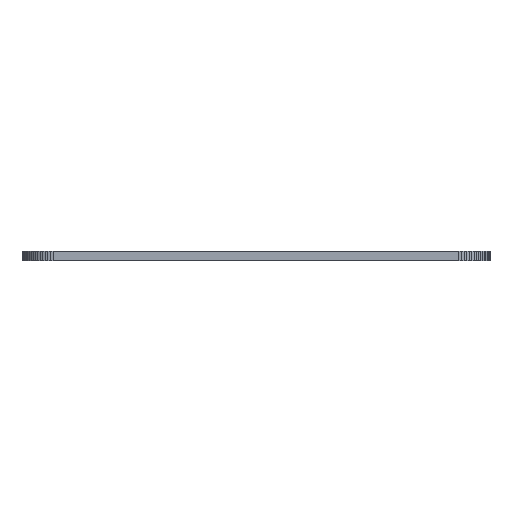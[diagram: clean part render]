
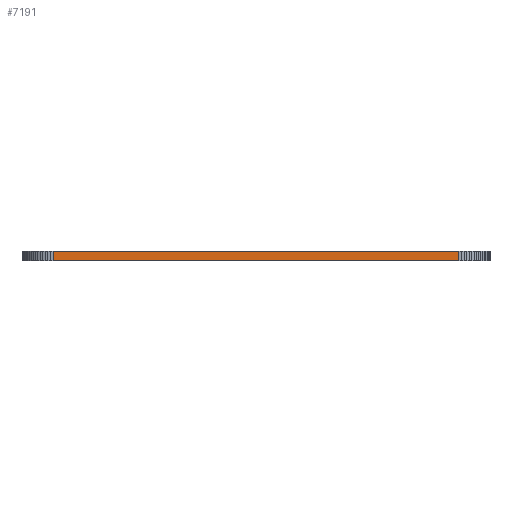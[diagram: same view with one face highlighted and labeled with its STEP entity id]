
A CAD part, front view. The second image highlights one B-rep face of the part: STEP entity #7191.
In plain terms, the highlighted planar face has unit normal (0, -1, 0).
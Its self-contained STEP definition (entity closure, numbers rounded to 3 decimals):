
#90 = PLANE('',#91);
#91 = AXIS2_PLACEMENT_3D('',#92,#93,#94);
#92 = CARTESIAN_POINT('',(148.501,-105.004,1.6));
#93 = DIRECTION('',(-0.,-0.,-1.));
#94 = DIRECTION('',(-1.,0.,0.));
#144 = PLANE('',#145);
#145 = AXIS2_PLACEMENT_3D('',#146,#147,#148);
#146 = CARTESIAN_POINT('',(148.501,-105.004,0.));
#147 = DIRECTION('',(-0.,-0.,-1.));
#148 = DIRECTION('',(-1.,0.,0.));
#1233 = VERTEX_POINT('',#1234);
#1234 = CARTESIAN_POINT('',(181.001,-165.004,0.));
#1248 = PLANE('',#1249);
#1249 = AXIS2_PLACEMENT_3D('',#1250,#1251,#1252);
#1250 = CARTESIAN_POINT('',(181.437,-164.985,0.));
#1251 = DIRECTION('',(0.044,-0.999,0.));
#1252 = DIRECTION('',(-0.999,-0.044,0.));
#1260 = EDGE_CURVE('',#1233,#1261,#1263,.T.);
#1261 = VERTEX_POINT('',#1262);
#1262 = CARTESIAN_POINT('',(116.001,-165.004,0.));
#1263 = SURFACE_CURVE('',#1264,(#1268,#1275),.PCURVE_S1.);
#1264 = LINE('',#1265,#1266);
#1265 = CARTESIAN_POINT('',(181.001,-165.004,0.));
#1266 = VECTOR('',#1267,1.);
#1267 = DIRECTION('',(-1.,0.,0.));
#1268 = PCURVE('',#144,#1269);
#1269 = DEFINITIONAL_REPRESENTATION('',(#1270),#1274);
#1270 = LINE('',#1271,#1272);
#1271 = CARTESIAN_POINT('',(-32.5,-60.));
#1272 = VECTOR('',#1273,1.);
#1273 = DIRECTION('',(1.,0.));
#1274 = ( GEOMETRIC_REPRESENTATION_CONTEXT(2) 
PARAMETRIC_REPRESENTATION_CONTEXT() REPRESENTATION_CONTEXT('2D SPACE',''
  ) );
#1275 = PCURVE('',#1276,#1281);
#1276 = PLANE('',#1277);
#1277 = AXIS2_PLACEMENT_3D('',#1278,#1279,#1280);
#1278 = CARTESIAN_POINT('',(181.001,-165.004,0.));
#1279 = DIRECTION('',(0.,-1.,0.));
#1280 = DIRECTION('',(-1.,0.,0.));
#1281 = DEFINITIONAL_REPRESENTATION('',(#1282),#1286);
#1282 = LINE('',#1283,#1284);
#1283 = CARTESIAN_POINT('',(0.,-0.));
#1284 = VECTOR('',#1285,1.);
#1285 = DIRECTION('',(1.,0.));
#1286 = ( GEOMETRIC_REPRESENTATION_CONTEXT(2) 
PARAMETRIC_REPRESENTATION_CONTEXT() REPRESENTATION_CONTEXT('2D SPACE',''
  ) );
#1304 = PLANE('',#1305);
#1305 = AXIS2_PLACEMENT_3D('',#1306,#1307,#1308);
#1306 = CARTESIAN_POINT('',(116.001,-165.004,0.));
#1307 = DIRECTION('',(-0.044,-0.999,0.));
#1308 = DIRECTION('',(-0.999,0.044,0.));
#3811 = VERTEX_POINT('',#3812);
#3812 = CARTESIAN_POINT('',(181.001,-165.004,1.6));
#3833 = EDGE_CURVE('',#3811,#3834,#3836,.T.);
#3834 = VERTEX_POINT('',#3835);
#3835 = CARTESIAN_POINT('',(116.001,-165.004,1.6));
#3836 = SURFACE_CURVE('',#3837,(#3841,#3848),.PCURVE_S1.);
#3837 = LINE('',#3838,#3839);
#3838 = CARTESIAN_POINT('',(181.001,-165.004,1.6));
#3839 = VECTOR('',#3840,1.);
#3840 = DIRECTION('',(-1.,0.,0.));
#3841 = PCURVE('',#90,#3842);
#3842 = DEFINITIONAL_REPRESENTATION('',(#3843),#3847);
#3843 = LINE('',#3844,#3845);
#3844 = CARTESIAN_POINT('',(-32.5,-60.));
#3845 = VECTOR('',#3846,1.);
#3846 = DIRECTION('',(1.,0.));
#3847 = ( GEOMETRIC_REPRESENTATION_CONTEXT(2) 
PARAMETRIC_REPRESENTATION_CONTEXT() REPRESENTATION_CONTEXT('2D SPACE',''
  ) );
#3848 = PCURVE('',#1276,#3849);
#3849 = DEFINITIONAL_REPRESENTATION('',(#3850),#3854);
#3850 = LINE('',#3851,#3852);
#3851 = CARTESIAN_POINT('',(0.,-1.6));
#3852 = VECTOR('',#3853,1.);
#3853 = DIRECTION('',(1.,0.));
#3854 = ( GEOMETRIC_REPRESENTATION_CONTEXT(2) 
PARAMETRIC_REPRESENTATION_CONTEXT() REPRESENTATION_CONTEXT('2D SPACE',''
  ) );
#7143 = EDGE_CURVE('',#1233,#3811,#7144,.T.);
#7144 = SURFACE_CURVE('',#7145,(#7149,#7156),.PCURVE_S1.);
#7145 = LINE('',#7146,#7147);
#7146 = CARTESIAN_POINT('',(181.001,-165.004,0.));
#7147 = VECTOR('',#7148,1.);
#7148 = DIRECTION('',(0.,0.,1.));
#7149 = PCURVE('',#1248,#7150);
#7150 = DEFINITIONAL_REPRESENTATION('',(#7151),#7155);
#7151 = LINE('',#7152,#7153);
#7152 = CARTESIAN_POINT('',(0.436,0.));
#7153 = VECTOR('',#7154,1.);
#7154 = DIRECTION('',(0.,-1.));
#7155 = ( GEOMETRIC_REPRESENTATION_CONTEXT(2) 
PARAMETRIC_REPRESENTATION_CONTEXT() REPRESENTATION_CONTEXT('2D SPACE',''
  ) );
#7156 = PCURVE('',#1276,#7157);
#7157 = DEFINITIONAL_REPRESENTATION('',(#7158),#7162);
#7158 = LINE('',#7159,#7160);
#7159 = CARTESIAN_POINT('',(0.,-0.));
#7160 = VECTOR('',#7161,1.);
#7161 = DIRECTION('',(0.,-1.));
#7162 = ( GEOMETRIC_REPRESENTATION_CONTEXT(2) 
PARAMETRIC_REPRESENTATION_CONTEXT() REPRESENTATION_CONTEXT('2D SPACE',''
  ) );
#7191 = ADVANCED_FACE('',(#7192),#1276,.T.);
#7192 = FACE_BOUND('',#7193,.T.);
#7193 = EDGE_LOOP('',(#7194,#7195,#7196,#7217));
#7194 = ORIENTED_EDGE('',*,*,#7143,.T.);
#7195 = ORIENTED_EDGE('',*,*,#3833,.T.);
#7196 = ORIENTED_EDGE('',*,*,#7197,.F.);
#7197 = EDGE_CURVE('',#1261,#3834,#7198,.T.);
#7198 = SURFACE_CURVE('',#7199,(#7203,#7210),.PCURVE_S1.);
#7199 = LINE('',#7200,#7201);
#7200 = CARTESIAN_POINT('',(116.001,-165.004,0.));
#7201 = VECTOR('',#7202,1.);
#7202 = DIRECTION('',(0.,0.,1.));
#7203 = PCURVE('',#1276,#7204);
#7204 = DEFINITIONAL_REPRESENTATION('',(#7205),#7209);
#7205 = LINE('',#7206,#7207);
#7206 = CARTESIAN_POINT('',(65.,0.));
#7207 = VECTOR('',#7208,1.);
#7208 = DIRECTION('',(0.,-1.));
#7209 = ( GEOMETRIC_REPRESENTATION_CONTEXT(2) 
PARAMETRIC_REPRESENTATION_CONTEXT() REPRESENTATION_CONTEXT('2D SPACE',''
  ) );
#7210 = PCURVE('',#1304,#7211);
#7211 = DEFINITIONAL_REPRESENTATION('',(#7212),#7216);
#7212 = LINE('',#7213,#7214);
#7213 = CARTESIAN_POINT('',(0.,0.));
#7214 = VECTOR('',#7215,1.);
#7215 = DIRECTION('',(0.,-1.));
#7216 = ( GEOMETRIC_REPRESENTATION_CONTEXT(2) 
PARAMETRIC_REPRESENTATION_CONTEXT() REPRESENTATION_CONTEXT('2D SPACE',''
  ) );
#7217 = ORIENTED_EDGE('',*,*,#1260,.F.);
